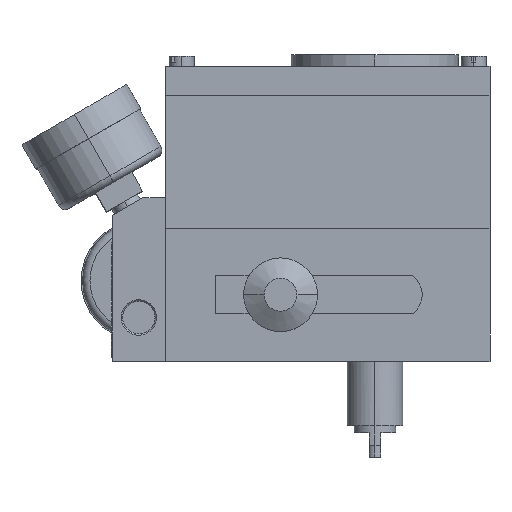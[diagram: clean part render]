
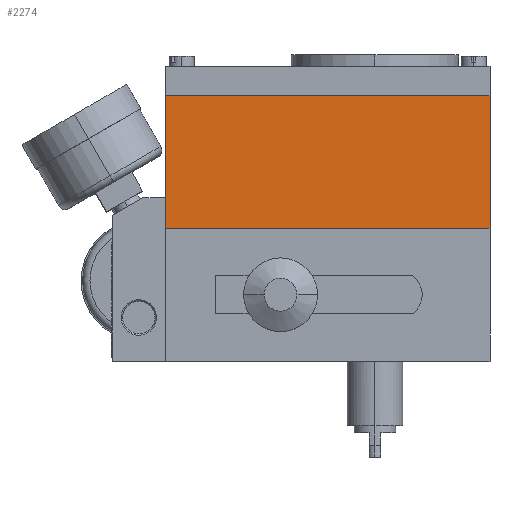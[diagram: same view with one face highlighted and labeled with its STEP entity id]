
A CAD part, top view. The second image highlights one B-rep face of the part: STEP entity #2274.
In plain terms, the highlighted planar face has unit normal (0, 0, 1).
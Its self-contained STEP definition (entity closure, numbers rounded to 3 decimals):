
#67 = ORIENTED_EDGE ( 'NONE', *, *, #3218, .T. ) ;
#215 = VERTEX_POINT ( 'NONE', #964 ) ;
#356 = LINE ( 'NONE', #3936, #5819 ) ;
#822 = VERTEX_POINT ( 'NONE', #12880 ) ;
#964 = CARTESIAN_POINT ( 'NONE',  ( 39., 45., 45. ) ) ;
#1759 = VECTOR ( 'NONE', #13781, 1000. ) ;
#2113 = PLANE ( 'NONE',  #2772 ) ;
#2167 = EDGE_LOOP ( 'NONE', ( #11185, #67, #3845, #3849 ) ) ;
#2274 = ADVANCED_FACE ( 'NONE', ( #10353 ), #2113, .F. ) ;
#2772 = AXIS2_PLACEMENT_3D ( 'NONE', #9680, #11792, #5436 ) ;
#2875 = EDGE_CURVE ( 'NONE', #215, #822, #12495, .T. ) ;
#3092 = CARTESIAN_POINT ( 'NONE',  ( 39., 45., 45. ) ) ;
#3137 = EDGE_CURVE ( 'NONE', #7350, #822, #8480, .T. ) ;
#3218 = EDGE_CURVE ( 'NONE', #7350, #5740, #13163, .T. ) ;
#3330 = EDGE_CURVE ( 'NONE', #5740, #215, #356, .T. ) ;
#3760 = DIRECTION ( 'NONE',  ( 1., 0., 0. ) ) ;
#3845 = ORIENTED_EDGE ( 'NONE', *, *, #3330, .T. ) ;
#3849 = ORIENTED_EDGE ( 'NONE', *, *, #2875, .T. ) ;
#3936 = CARTESIAN_POINT ( 'NONE',  ( 39., -148.661, 45. ) ) ;
#4351 = CARTESIAN_POINT ( 'NONE',  ( 39., 0., 45. ) ) ;
#4654 = VECTOR ( 'NONE', #3760, 1000. ) ;
#5436 = DIRECTION ( 'NONE',  ( -1., 0., 0. ) ) ;
#5740 = VERTEX_POINT ( 'NONE', #4351 ) ;
#5819 = VECTOR ( 'NONE', #9263, 1000. ) ;
#7350 = VERTEX_POINT ( 'NONE', #10815 ) ;
#8010 = CARTESIAN_POINT ( 'NONE',  ( 39., 0., 45. ) ) ;
#8480 = LINE ( 'NONE', #12082, #13823 ) ;
#9263 = DIRECTION ( 'NONE',  ( 0., 1., 0. ) ) ;
#9680 = CARTESIAN_POINT ( 'NONE',  ( 39., -148.661, 45. ) ) ;
#9972 = DIRECTION ( 'NONE',  ( 0., 1., 0. ) ) ;
#10353 = FACE_OUTER_BOUND ( 'NONE', #2167, .T. ) ;
#10815 = CARTESIAN_POINT ( 'NONE',  ( -71., 0., 45. ) ) ;
#11185 = ORIENTED_EDGE ( 'NONE', *, *, #3137, .F. ) ;
#11792 = DIRECTION ( 'NONE',  ( 0., 0., -1. ) ) ;
#12082 = CARTESIAN_POINT ( 'NONE',  ( -71., -148.661, 45. ) ) ;
#12495 = LINE ( 'NONE', #3092, #1759 ) ;
#12880 = CARTESIAN_POINT ( 'NONE',  ( -71., 45., 45. ) ) ;
#13163 = LINE ( 'NONE', #8010, #4654 ) ;
#13781 = DIRECTION ( 'NONE',  ( -1., 0., 0. ) ) ;
#13823 = VECTOR ( 'NONE', #9972, 1000. ) ;
